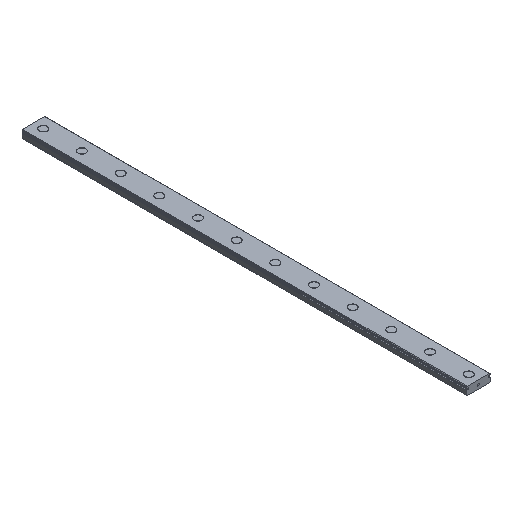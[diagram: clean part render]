
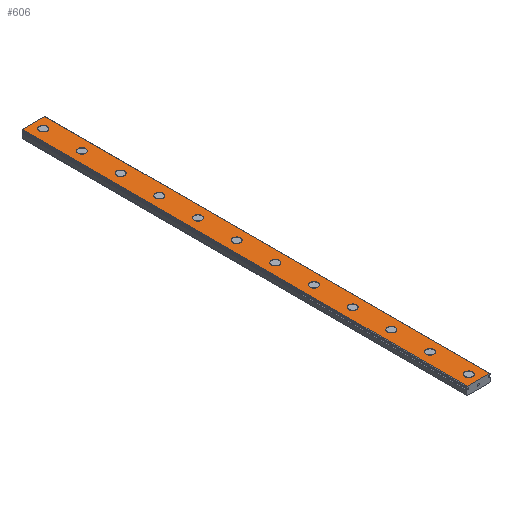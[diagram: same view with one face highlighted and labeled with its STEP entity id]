
A CAD part, isometric view. The second image highlights one B-rep face of the part: STEP entity #606.
In plain terms, the highlighted planar face has unit normal (0, 0, 1).
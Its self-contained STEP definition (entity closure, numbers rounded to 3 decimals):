
#606=ADVANCED_FACE('',(#1247,#1248,#1249,#1250,#1251,#1252,#1253,#1254,#1255,#1256,#1257,#1258,#1259),#1260,.T.);
#1247=FACE_BOUND('',#1904,.T.);
#1248=FACE_BOUND('',#1905,.T.);
#1249=FACE_BOUND('',#1906,.T.);
#1250=FACE_BOUND('',#1907,.T.);
#1251=FACE_BOUND('',#1908,.T.);
#1252=FACE_BOUND('',#1909,.T.);
#1253=FACE_BOUND('',#1910,.T.);
#1254=FACE_BOUND('',#1911,.T.);
#1255=FACE_BOUND('',#1912,.T.);
#1256=FACE_BOUND('',#1913,.T.);
#1257=FACE_BOUND('',#1914,.T.);
#1258=FACE_BOUND('',#1915,.T.);
#1259=FACE_OUTER_BOUND('',#1916,.T.);
#1260=PLANE('',#1917);
#1904=EDGE_LOOP('',(#3602,#3603));
#1905=EDGE_LOOP('',(#3604,#3605));
#1906=EDGE_LOOP('',(#3606,#3607));
#1907=EDGE_LOOP('',(#3608,#3609));
#1908=EDGE_LOOP('',(#3610,#3611));
#1909=EDGE_LOOP('',(#3612,#3613));
#1910=EDGE_LOOP('',(#3614,#3615));
#1911=EDGE_LOOP('',(#3616,#3617));
#1912=EDGE_LOOP('',(#3618,#3619));
#1913=EDGE_LOOP('',(#3620,#3621));
#1914=EDGE_LOOP('',(#3622,#3623));
#1915=EDGE_LOOP('',(#3624,#3625));
#1916=EDGE_LOOP('',(#3626,#3627,#3628,#3629));
#1917=AXIS2_PLACEMENT_3D('',#3630,#3631,#3632);
#3602=ORIENTED_EDGE('',*,*,#3865,.T.);
#3603=ORIENTED_EDGE('',*,*,#4299,.T.);
#3604=ORIENTED_EDGE('',*,*,#3855,.T.);
#3605=ORIENTED_EDGE('',*,*,#4305,.T.);
#3606=ORIENTED_EDGE('',*,*,#3845,.T.);
#3607=ORIENTED_EDGE('',*,*,#4311,.T.);
#3608=ORIENTED_EDGE('',*,*,#3835,.T.);
#3609=ORIENTED_EDGE('',*,*,#4317,.T.);
#3610=ORIENTED_EDGE('',*,*,#3825,.T.);
#3611=ORIENTED_EDGE('',*,*,#4323,.T.);
#3612=ORIENTED_EDGE('',*,*,#3815,.T.);
#3613=ORIENTED_EDGE('',*,*,#4329,.T.);
#3614=ORIENTED_EDGE('',*,*,#3805,.T.);
#3615=ORIENTED_EDGE('',*,*,#4335,.T.);
#3616=ORIENTED_EDGE('',*,*,#3795,.T.);
#3617=ORIENTED_EDGE('',*,*,#4341,.T.);
#3618=ORIENTED_EDGE('',*,*,#3785,.T.);
#3619=ORIENTED_EDGE('',*,*,#4347,.T.);
#3620=ORIENTED_EDGE('',*,*,#3775,.T.);
#3621=ORIENTED_EDGE('',*,*,#4353,.T.);
#3622=ORIENTED_EDGE('',*,*,#3765,.T.);
#3623=ORIENTED_EDGE('',*,*,#4359,.T.);
#3624=ORIENTED_EDGE('',*,*,#3755,.T.);
#3625=ORIENTED_EDGE('',*,*,#4365,.T.);
#3626=ORIENTED_EDGE('',*,*,#4284,.T.);
#3627=ORIENTED_EDGE('',*,*,#4399,.F.);
#3628=ORIENTED_EDGE('',*,*,#4170,.T.);
#3629=ORIENTED_EDGE('',*,*,#4397,.T.);
#3630=CARTESIAN_POINT('',(0.0,460.0,8.5));
#3631=DIRECTION('',(0.0,0.0,1.0));
#3632=DIRECTION('',(-1.0,0.0,0.0));
#3755=EDGE_CURVE('',#4456,#4453,#4457,.T.);
#3765=EDGE_CURVE('',#4474,#4471,#4475,.T.);
#3775=EDGE_CURVE('',#4492,#4489,#4493,.T.);
#3785=EDGE_CURVE('',#4510,#4507,#4511,.T.);
#3795=EDGE_CURVE('',#4528,#4525,#4529,.T.);
#3805=EDGE_CURVE('',#4546,#4543,#4547,.T.);
#3815=EDGE_CURVE('',#4564,#4561,#4565,.T.);
#3825=EDGE_CURVE('',#4582,#4579,#4583,.T.);
#3835=EDGE_CURVE('',#4600,#4597,#4601,.T.);
#3845=EDGE_CURVE('',#4618,#4615,#4619,.T.);
#3855=EDGE_CURVE('',#4636,#4633,#4637,.T.);
#3865=EDGE_CURVE('',#4654,#4651,#4655,.T.);
#4170=EDGE_CURVE('',#5100,#5098,#5101,.T.);
#4284=EDGE_CURVE('',#5281,#5279,#5282,.T.);
#4299=EDGE_CURVE('',#4651,#4654,#5308,.T.);
#4305=EDGE_CURVE('',#4633,#4636,#5314,.T.);
#4311=EDGE_CURVE('',#4615,#4618,#5320,.T.);
#4317=EDGE_CURVE('',#4597,#4600,#5326,.T.);
#4323=EDGE_CURVE('',#4579,#4582,#5332,.T.);
#4329=EDGE_CURVE('',#4561,#4564,#5338,.T.);
#4335=EDGE_CURVE('',#4543,#4546,#5344,.T.);
#4341=EDGE_CURVE('',#4525,#4528,#5350,.T.);
#4347=EDGE_CURVE('',#4507,#4510,#5356,.T.);
#4353=EDGE_CURVE('',#4489,#4492,#5362,.T.);
#4359=EDGE_CURVE('',#4471,#4474,#5368,.T.);
#4365=EDGE_CURVE('',#4453,#4456,#5374,.T.);
#4397=EDGE_CURVE('',#5098,#5281,#5406,.T.);
#4399=EDGE_CURVE('',#5100,#5279,#5408,.T.);
#4453=VERTEX_POINT('',#5468);
#4456=VERTEX_POINT('',#5472);
#4457=CIRCLE('',#5473,4.0);
#4471=VERTEX_POINT('',#5490);
#4474=VERTEX_POINT('',#5494);
#4475=CIRCLE('',#5495,4.0);
#4489=VERTEX_POINT('',#5512);
#4492=VERTEX_POINT('',#5516);
#4493=CIRCLE('',#5517,4.0);
#4507=VERTEX_POINT('',#5534);
#4510=VERTEX_POINT('',#5538);
#4511=CIRCLE('',#5539,4.0);
#4525=VERTEX_POINT('',#5556);
#4528=VERTEX_POINT('',#5560);
#4529=CIRCLE('',#5561,4.0);
#4543=VERTEX_POINT('',#5578);
#4546=VERTEX_POINT('',#5582);
#4547=CIRCLE('',#5583,4.0);
#4561=VERTEX_POINT('',#5600);
#4564=VERTEX_POINT('',#5604);
#4565=CIRCLE('',#5605,4.0);
#4579=VERTEX_POINT('',#5622);
#4582=VERTEX_POINT('',#5626);
#4583=CIRCLE('',#5627,4.0);
#4597=VERTEX_POINT('',#5644);
#4600=VERTEX_POINT('',#5648);
#4601=CIRCLE('',#5649,4.0);
#4615=VERTEX_POINT('',#5666);
#4618=VERTEX_POINT('',#5670);
#4619=CIRCLE('',#5671,4.0);
#4633=VERTEX_POINT('',#5688);
#4636=VERTEX_POINT('',#5692);
#4637=CIRCLE('',#5693,4.0);
#4651=VERTEX_POINT('',#5710);
#4654=VERTEX_POINT('',#5714);
#4655=CIRCLE('',#5715,4.0);
#5098=VERTEX_POINT('',#6304);
#5100=VERTEX_POINT('',#6307);
#5101=LINE('',#6308,#6309);
#5279=VERTEX_POINT('',#6561);
#5281=VERTEX_POINT('',#6564);
#5282=LINE('',#6565,#6566);
#5308=CIRCLE('',#6598,4.0);
#5314=CIRCLE('',#6604,4.0);
#5320=CIRCLE('',#6610,4.0);
#5326=CIRCLE('',#6616,4.0);
#5332=CIRCLE('',#6622,4.0);
#5338=CIRCLE('',#6628,4.0);
#5344=CIRCLE('',#6634,4.0);
#5350=CIRCLE('',#6640,4.0);
#5356=CIRCLE('',#6646,4.0);
#5362=CIRCLE('',#6652,4.0);
#5368=CIRCLE('',#6658,4.0);
#5374=CIRCLE('',#6664,4.0);
#5406=LINE('',#6709,#6710);
#5408=LINE('',#6712,#6713);
#5468=CARTESIAN_POINT('',(4.0,10.0,8.5));
#5472=CARTESIAN_POINT('',(-4.0,10.0,8.5));
#5473=AXIS2_PLACEMENT_3D('',#6775,#6776,#6777);
#5490=CARTESIAN_POINT('',(4.0,50.0,8.5));
#5494=CARTESIAN_POINT('',(-4.0,50.0,8.5));
#5495=AXIS2_PLACEMENT_3D('',#6791,#6792,#6793);
#5512=CARTESIAN_POINT('',(4.0,90.0,8.5));
#5516=CARTESIAN_POINT('',(-4.0,90.0,8.5));
#5517=AXIS2_PLACEMENT_3D('',#6807,#6808,#6809);
#5534=CARTESIAN_POINT('',(4.0,130.0,8.5));
#5538=CARTESIAN_POINT('',(-4.0,130.0,8.5));
#5539=AXIS2_PLACEMENT_3D('',#6823,#6824,#6825);
#5556=CARTESIAN_POINT('',(4.0,170.0,8.5));
#5560=CARTESIAN_POINT('',(-4.0,170.0,8.5));
#5561=AXIS2_PLACEMENT_3D('',#6839,#6840,#6841);
#5578=CARTESIAN_POINT('',(4.0,210.0,8.5));
#5582=CARTESIAN_POINT('',(-4.0,210.0,8.5));
#5583=AXIS2_PLACEMENT_3D('',#6855,#6856,#6857);
#5600=CARTESIAN_POINT('',(4.0,250.0,8.5));
#5604=CARTESIAN_POINT('',(-4.0,250.0,8.5));
#5605=AXIS2_PLACEMENT_3D('',#6871,#6872,#6873);
#5622=CARTESIAN_POINT('',(4.0,290.0,8.5));
#5626=CARTESIAN_POINT('',(-4.0,290.0,8.5));
#5627=AXIS2_PLACEMENT_3D('',#6887,#6888,#6889);
#5644=CARTESIAN_POINT('',(4.0,330.0,8.5));
#5648=CARTESIAN_POINT('',(-4.0,330.0,8.5));
#5649=AXIS2_PLACEMENT_3D('',#6903,#6904,#6905);
#5666=CARTESIAN_POINT('',(4.0,370.0,8.5));
#5670=CARTESIAN_POINT('',(-4.0,370.0,8.5));
#5671=AXIS2_PLACEMENT_3D('',#6919,#6920,#6921);
#5688=CARTESIAN_POINT('',(4.0,410.0,8.5));
#5692=CARTESIAN_POINT('',(-4.0,410.0,8.5));
#5693=AXIS2_PLACEMENT_3D('',#6935,#6936,#6937);
#5710=CARTESIAN_POINT('',(4.0,450.0,8.5));
#5714=CARTESIAN_POINT('',(-4.0,450.0,8.5));
#5715=AXIS2_PLACEMENT_3D('',#6951,#6952,#6953);
#6304=CARTESIAN_POINT('',(-11.6,460.0,8.5));
#6307=CARTESIAN_POINT('',(11.6,460.0,8.5));
#6308=CARTESIAN_POINT('',(11.6,460.0,8.5));
#6309=VECTOR('',#7305,1.0);
#6561=CARTESIAN_POINT('',(11.6,0.0,8.5));
#6564=CARTESIAN_POINT('',(-11.6,0.0,8.5));
#6565=CARTESIAN_POINT('',(11.6,0.0,8.5));
#6566=VECTOR('',#7423,1.0);
#6598=AXIS2_PLACEMENT_3D('',#7451,#7452,#7453);
#6604=AXIS2_PLACEMENT_3D('',#7460,#7461,#7462);
#6610=AXIS2_PLACEMENT_3D('',#7469,#7470,#7471);
#6616=AXIS2_PLACEMENT_3D('',#7478,#7479,#7480);
#6622=AXIS2_PLACEMENT_3D('',#7487,#7488,#7489);
#6628=AXIS2_PLACEMENT_3D('',#7496,#7497,#7498);
#6634=AXIS2_PLACEMENT_3D('',#7505,#7506,#7507);
#6640=AXIS2_PLACEMENT_3D('',#7514,#7515,#7516);
#6646=AXIS2_PLACEMENT_3D('',#7523,#7524,#7525);
#6652=AXIS2_PLACEMENT_3D('',#7532,#7533,#7534);
#6658=AXIS2_PLACEMENT_3D('',#7541,#7542,#7543);
#6664=AXIS2_PLACEMENT_3D('',#7550,#7551,#7552);
#6709=CARTESIAN_POINT('',(-11.6,460.0,8.5));
#6710=VECTOR('',#7572,1.0);
#6712=CARTESIAN_POINT('',(11.6,460.0,8.5));
#6713=VECTOR('',#7573,1.0);
#6775=CARTESIAN_POINT('',(0.0,10.0,8.5));
#6776=DIRECTION('',(0.0,0.0,-1.0));
#6777=DIRECTION('',(1.0,0.0,0.0));
#6791=CARTESIAN_POINT('',(0.0,50.0,8.5));
#6792=DIRECTION('',(0.0,0.0,-1.0));
#6793=DIRECTION('',(1.0,0.0,0.0));
#6807=CARTESIAN_POINT('',(0.0,90.0,8.5));
#6808=DIRECTION('',(0.0,0.0,-1.0));
#6809=DIRECTION('',(1.0,0.0,0.0));
#6823=CARTESIAN_POINT('',(0.0,130.0,8.5));
#6824=DIRECTION('',(0.0,0.0,-1.0));
#6825=DIRECTION('',(1.0,0.0,0.0));
#6839=CARTESIAN_POINT('',(0.0,170.0,8.5));
#6840=DIRECTION('',(0.0,0.0,-1.0));
#6841=DIRECTION('',(1.0,0.0,0.0));
#6855=CARTESIAN_POINT('',(0.0,210.0,8.5));
#6856=DIRECTION('',(0.0,0.0,-1.0));
#6857=DIRECTION('',(1.0,0.0,0.0));
#6871=CARTESIAN_POINT('',(0.0,250.0,8.5));
#6872=DIRECTION('',(0.0,0.0,-1.0));
#6873=DIRECTION('',(1.0,0.0,0.0));
#6887=CARTESIAN_POINT('',(0.0,290.0,8.5));
#6888=DIRECTION('',(0.0,0.0,-1.0));
#6889=DIRECTION('',(1.0,0.0,0.0));
#6903=CARTESIAN_POINT('',(0.0,330.0,8.5));
#6904=DIRECTION('',(0.0,0.0,-1.0));
#6905=DIRECTION('',(1.0,0.0,0.0));
#6919=CARTESIAN_POINT('',(0.0,370.0,8.5));
#6920=DIRECTION('',(0.0,0.0,-1.0));
#6921=DIRECTION('',(1.0,0.0,0.0));
#6935=CARTESIAN_POINT('',(0.0,410.0,8.5));
#6936=DIRECTION('',(0.0,0.0,-1.0));
#6937=DIRECTION('',(1.0,0.0,0.0));
#6951=CARTESIAN_POINT('',(0.0,450.0,8.5));
#6952=DIRECTION('',(0.0,0.0,-1.0));
#6953=DIRECTION('',(1.0,0.0,0.0));
#7305=DIRECTION('',(-1.0,0.0,0.0));
#7423=DIRECTION('',(1.0,0.0,0.0));
#7451=CARTESIAN_POINT('',(0.0,450.0,8.5));
#7452=DIRECTION('',(0.0,0.0,-1.0));
#7453=DIRECTION('',(1.0,0.0,0.0));
#7460=CARTESIAN_POINT('',(0.0,410.0,8.5));
#7461=DIRECTION('',(0.0,0.0,-1.0));
#7462=DIRECTION('',(1.0,0.0,0.0));
#7469=CARTESIAN_POINT('',(0.0,370.0,8.5));
#7470=DIRECTION('',(0.0,0.0,-1.0));
#7471=DIRECTION('',(1.0,0.0,0.0));
#7478=CARTESIAN_POINT('',(0.0,330.0,8.5));
#7479=DIRECTION('',(0.0,0.0,-1.0));
#7480=DIRECTION('',(1.0,0.0,0.0));
#7487=CARTESIAN_POINT('',(0.0,290.0,8.5));
#7488=DIRECTION('',(0.0,0.0,-1.0));
#7489=DIRECTION('',(1.0,0.0,0.0));
#7496=CARTESIAN_POINT('',(0.0,250.0,8.5));
#7497=DIRECTION('',(0.0,0.0,-1.0));
#7498=DIRECTION('',(1.0,0.0,0.0));
#7505=CARTESIAN_POINT('',(0.0,210.0,8.5));
#7506=DIRECTION('',(0.0,0.0,-1.0));
#7507=DIRECTION('',(1.0,0.0,0.0));
#7514=CARTESIAN_POINT('',(0.0,170.0,8.5));
#7515=DIRECTION('',(0.0,0.0,-1.0));
#7516=DIRECTION('',(1.0,0.0,0.0));
#7523=CARTESIAN_POINT('',(0.0,130.0,8.5));
#7524=DIRECTION('',(0.0,0.0,-1.0));
#7525=DIRECTION('',(1.0,0.0,0.0));
#7532=CARTESIAN_POINT('',(0.0,90.0,8.5));
#7533=DIRECTION('',(0.0,0.0,-1.0));
#7534=DIRECTION('',(1.0,0.0,0.0));
#7541=CARTESIAN_POINT('',(0.0,50.0,8.5));
#7542=DIRECTION('',(0.0,0.0,-1.0));
#7543=DIRECTION('',(1.0,0.0,0.0));
#7550=CARTESIAN_POINT('',(0.0,10.0,8.5));
#7551=DIRECTION('',(0.0,0.0,-1.0));
#7552=DIRECTION('',(1.0,0.0,0.0));
#7572=DIRECTION('',(0.0,-1.0,0.0));
#7573=DIRECTION('',(0.0,-1.0,0.0));
